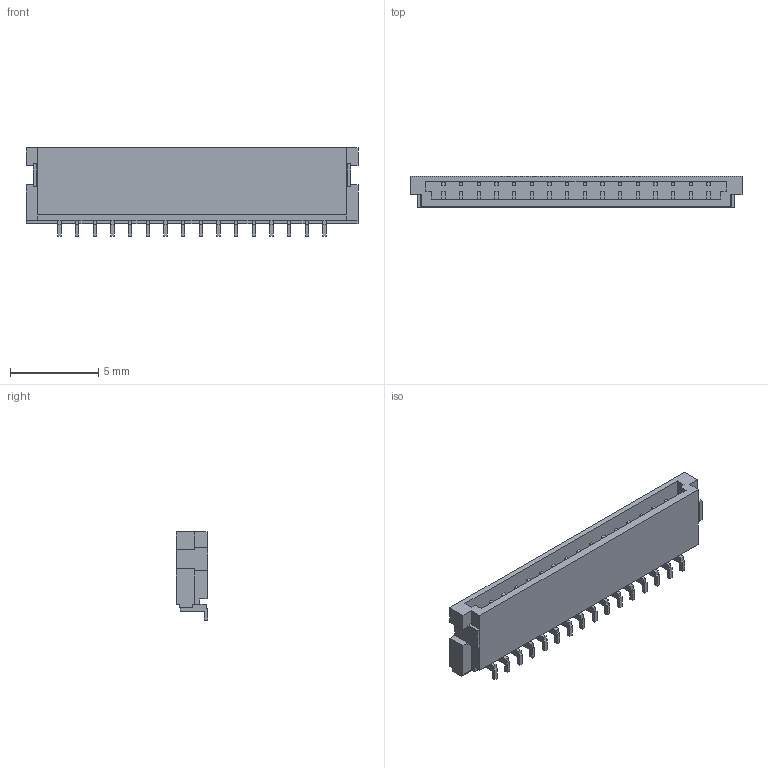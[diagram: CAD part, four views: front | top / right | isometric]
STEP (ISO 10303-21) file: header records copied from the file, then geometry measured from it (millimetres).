
FILE_DESCRIPTION (( 'STEP AP214' ), '1' );
FILE_NAME ('SM16B-SHLS-TF(修正).STEP', '2022-02-16T08:09:16', ( '' ), ( '' ), 'SwSTEP 2.0', 'SolidWorks 2012', '' );
FILE_SCHEMA (( 'AUTOMOTIVE_DESIGN' ));
Length unit declared in the file: millimetre
Products named in the file (1): SM16B-SHLS-TF(修正)
Bounding box: 18.8 x 1.8 x 5 mm (x, y, z)
Volume: 90.5 mm3; surface area: 425.3 mm2
Topology: 1 solids, 1 shells, 377 faces, 1042 edges, 684 vertices
Faces by surface type: plane 377
Entity records: 15626 total; most frequent: CARTESIAN_POINT 2104, ORIENTED_EDGE 2084, DIRECTION 1798, EDGE_CURVE 1042, VECTOR 1042, LINE 1042, VERTEX_POINT 684, EDGE_LOOP 394
